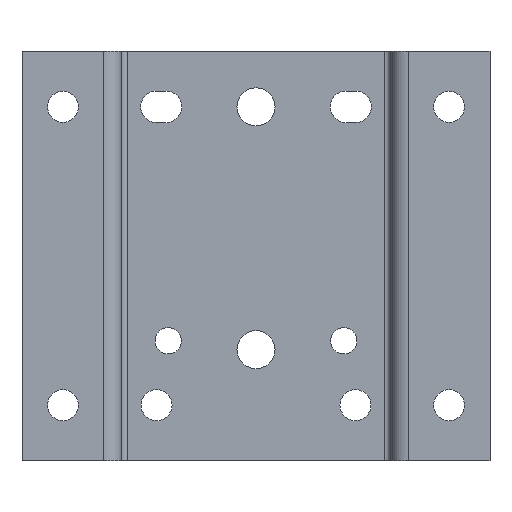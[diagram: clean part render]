
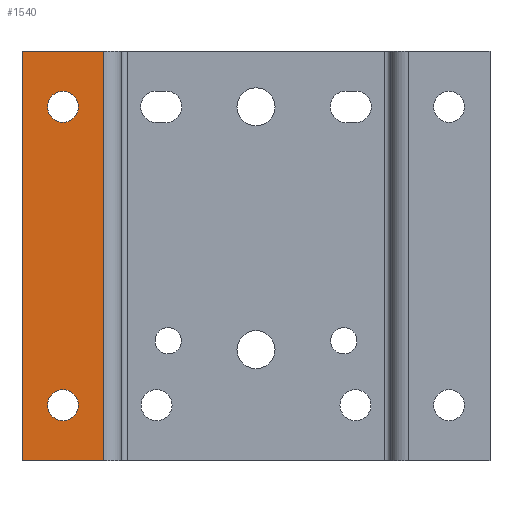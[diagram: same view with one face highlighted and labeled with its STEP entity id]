
A CAD part, front view. The second image highlights one B-rep face of the part: STEP entity #1540.
In plain terms, the highlighted planar face has unit normal (0, -1, 0).
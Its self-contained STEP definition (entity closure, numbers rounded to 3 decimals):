
#15 = CARTESIAN_POINT ( 'NONE',  ( -30.35, -15., -25.5 ) ) ;
#21 = CARTESIAN_POINT ( 'NONE',  ( -26., -15., -35. ) ) ;
#46 = DIRECTION ( 'NONE',  ( 0., 0., -1. ) ) ;
#47 = CARTESIAN_POINT ( 'NONE',  ( -40., -15., 35. ) ) ;
#90 = CARTESIAN_POINT ( 'NONE',  ( -35.65, -15., 25.5 ) ) ;
#119 = CARTESIAN_POINT ( 'NONE',  ( -26., -15., 35. ) ) ;
#121 = CARTESIAN_POINT ( 'NONE',  ( -30.35, -15., 25.5 ) ) ;
#124 = CARTESIAN_POINT ( 'NONE',  ( -35.65, -15., -25.5 ) ) ;
#144 = CARTESIAN_POINT ( 'NONE',  ( -40., -15., 35. ) ) ;
#149 = CARTESIAN_POINT ( 'NONE',  ( -40., -15., -35. ) ) ;
#302 = EDGE_LOOP ( 'NONE', ( #1187, #1757 ) ) ;
#303 = EDGE_LOOP ( 'NONE', ( #1191, #1179 ) ) ;
#304 = EDGE_LOOP ( 'NONE', ( #1761, #1607, #1644, #1769 ) ) ;
#379 = VERTEX_POINT ( 'NONE', #119 ) ;
#382 = VERTEX_POINT ( 'NONE', #21 ) ;
#385 = VERTEX_POINT ( 'NONE', #144 ) ;
#395 = VERTEX_POINT ( 'NONE', #124 ) ;
#397 = VERTEX_POINT ( 'NONE', #149 ) ;
#417 = VERTEX_POINT ( 'NONE', #90 ) ;
#438 = VERTEX_POINT ( 'NONE', #121 ) ;
#441 = VERTEX_POINT ( 'NONE', #15 ) ;
#457 = LINE ( 'NONE', #47, #492 ) ;
#492 = VECTOR ( 'NONE', #46, 1000. ) ;
#576 = DIRECTION ( 'NONE',  ( -1., 0., 0. ) ) ;
#585 = DIRECTION ( 'NONE',  ( 0., 1., 0. ) ) ;
#590 = DIRECTION ( 'NONE',  ( 0., 1., 0. ) ) ;
#609 = CARTESIAN_POINT ( 'NONE',  ( -26., -15., 35. ) ) ;
#724 = CARTESIAN_POINT ( 'NONE',  ( -33., -15., -25.5 ) ) ;
#728 = CARTESIAN_POINT ( 'NONE',  ( -26., -15., 35. ) ) ;
#760 = CARTESIAN_POINT ( 'NONE',  ( -33., -15., -25.5 ) ) ;
#761 = DIRECTION ( 'NONE',  ( 0., 1., 0. ) ) ;
#782 = DIRECTION ( 'NONE',  ( 1., 0., 0. ) ) ;
#799 = CARTESIAN_POINT ( 'NONE',  ( -26., -15., 35. ) ) ;
#805 = DIRECTION ( 'NONE',  ( -1., 0., 0. ) ) ;
#860 = DIRECTION ( 'NONE',  ( 0., 1., 0. ) ) ;
#863 = PLANE ( 'NONE',  #1269 ) ;
#864 = DIRECTION ( 'NONE',  ( -1., 0., 0. ) ) ;
#879 = DIRECTION ( 'NONE',  ( -1., 0., 0. ) ) ;
#905 = DIRECTION ( 'NONE',  ( 0., 0., -1. ) ) ;
#906 = DIRECTION ( 'NONE',  ( 0., 1., 0. ) ) ;
#912 = CARTESIAN_POINT ( 'NONE',  ( -33., -15., 25.5 ) ) ;
#915 = DIRECTION ( 'NONE',  ( -1., 0., 0. ) ) ;
#922 = CARTESIAN_POINT ( 'NONE',  ( -33., -15., 25.5 ) ) ;
#967 = LINE ( 'NONE', #1357, #1240 ) ;
#998 = FACE_BOUND ( 'NONE', #302, .T. ) ;
#999 = FACE_BOUND ( 'NONE', #303, .T. ) ;
#1000 = FACE_OUTER_BOUND ( 'NONE', #304, .T. ) ;
#1006 = LINE ( 'NONE', #799, #1424 ) ;
#1068 = LINE ( 'NONE', #728, #1729 ) ;
#1179 = ORIENTED_EDGE ( 'NONE', *, *, #1597, .T. ) ;
#1187 = ORIENTED_EDGE ( 'NONE', *, *, #1605, .T. ) ;
#1191 = ORIENTED_EDGE ( 'NONE', *, *, #1557, .T. ) ;
#1240 = VECTOR ( 'NONE', #1324, 1000. ) ;
#1269 = AXIS2_PLACEMENT_3D ( 'NONE', #609, #590, #805 ) ;
#1324 = DIRECTION ( 'NONE',  ( 1., 0., 0. ) ) ;
#1357 = CARTESIAN_POINT ( 'NONE',  ( -26., -15., -35. ) ) ;
#1424 = VECTOR ( 'NONE', #782, 1000. ) ;
#1431 = CIRCLE ( 'NONE', #1433, 2.65 ) ;
#1433 = AXIS2_PLACEMENT_3D ( 'NONE', #760, #761, #576 ) ;
#1444 = CIRCLE ( 'NONE', #1448, 2.65 ) ;
#1448 = AXIS2_PLACEMENT_3D ( 'NONE', #922, #860, #915 ) ;
#1481 = EDGE_CURVE ( 'NONE', #385, #397, #457, .T. ) ;
#1508 = EDGE_CURVE ( 'NONE', #397, #382, #967, .T. ) ;
#1540 = ADVANCED_FACE ( 'NONE', ( #998, #999, #1000 ), #863, .F. ) ;
#1548 = EDGE_CURVE ( 'NONE', #385, #379, #1006, .T. ) ;
#1557 = EDGE_CURVE ( 'NONE', #395, #441, #1431, .T. ) ;
#1570 = EDGE_CURVE ( 'NONE', #438, #417, #1444, .T. ) ;
#1597 = EDGE_CURVE ( 'NONE', #441, #395, #1714, .T. ) ;
#1601 = EDGE_CURVE ( 'NONE', #379, #382, #1068, .T. ) ;
#1605 = EDGE_CURVE ( 'NONE', #417, #438, #1731, .T. ) ;
#1607 = ORIENTED_EDGE ( 'NONE', *, *, #1601, .F. ) ;
#1644 = ORIENTED_EDGE ( 'NONE', *, *, #1548, .F. ) ;
#1714 = CIRCLE ( 'NONE', #1723, 2.65 ) ;
#1723 = AXIS2_PLACEMENT_3D ( 'NONE', #724, #585, #879 ) ;
#1729 = VECTOR ( 'NONE', #905, 1000. ) ;
#1731 = CIRCLE ( 'NONE', #1733, 2.65 ) ;
#1733 = AXIS2_PLACEMENT_3D ( 'NONE', #912, #906, #864 ) ;
#1757 = ORIENTED_EDGE ( 'NONE', *, *, #1570, .T. ) ;
#1761 = ORIENTED_EDGE ( 'NONE', *, *, #1508, .T. ) ;
#1769 = ORIENTED_EDGE ( 'NONE', *, *, #1481, .T. ) ;
